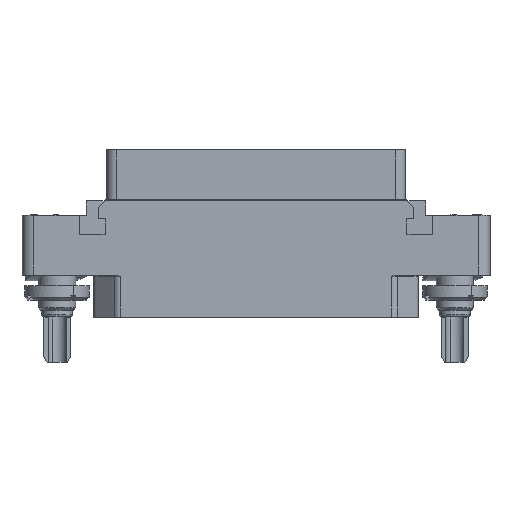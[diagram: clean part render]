
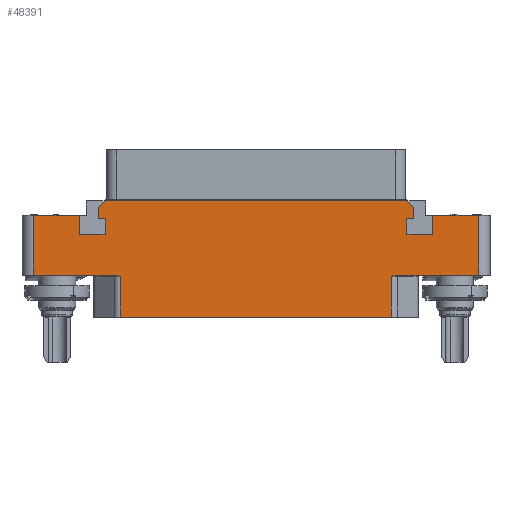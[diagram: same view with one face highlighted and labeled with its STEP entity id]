
A CAD part, top view. The second image highlights one B-rep face of the part: STEP entity #48391.
In plain terms, the highlighted planar face has unit normal (0, 0, 1).
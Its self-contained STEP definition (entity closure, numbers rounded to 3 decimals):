
#1=DIRECTION('',(0.,-1.,0.));
#2=VECTOR('',#1,3.2);
#3=CARTESIAN_POINT('',(30.2,10.2,7.));
#4=LINE('',#3,#2);
#5=DIRECTION('',(1.,0.,0.));
#6=VECTOR('',#5,7.8);
#7=CARTESIAN_POINT('',(30.2,10.2,7.));
#8=LINE('',#7,#6);
#9=DIRECTION('',(1.,0.,0.));
#10=VECTOR('',#9,7.8);
#11=CARTESIAN_POINT('',(-38.,10.2,7.));
#12=LINE('',#11,#10);
#13=DIRECTION('',(0.,-1.,0.));
#14=VECTOR('',#13,3.2);
#15=CARTESIAN_POINT('',(-30.2,10.2,7.));
#16=LINE('',#15,#14);
#17=DIRECTION('',(1.,0.,0.));
#18=VECTOR('',#17,4.4);
#19=CARTESIAN_POINT('',(-30.2,7.,7.));
#20=LINE('',#19,#18);
#21=DIRECTION('',(0.,1.,0.));
#22=VECTOR('',#21,2.6);
#23=CARTESIAN_POINT('',(-25.8,7.,7.));
#24=LINE('',#23,#22);
#25=DIRECTION('',(-1.,0.,0.));
#26=VECTOR('',#25,1.2);
#27=CARTESIAN_POINT('',(-25.8,9.6,7.));
#28=LINE('',#27,#26);
#29=DIRECTION('',(0.,1.,0.));
#30=VECTOR('',#29,1.9);
#31=CARTESIAN_POINT('',(-27.,9.6,7.));
#32=LINE('',#31,#30);
#33=DIRECTION('',(0.707,0.707,0.));
#34=VECTOR('',#33,1.697);
#35=CARTESIAN_POINT('',(-27.,11.5,7.));
#36=LINE('',#35,#34);
#37=DIRECTION('',(1.,0.,0.));
#38=VECTOR('',#37,51.6);
#39=CARTESIAN_POINT('',(-25.8,12.7,7.));
#40=LINE('',#39,#38);
#41=DIRECTION('',(-0.707,0.707,0.));
#42=VECTOR('',#41,1.697);
#43=CARTESIAN_POINT('',(27.,11.5,7.));
#44=LINE('',#43,#42);
#45=DIRECTION('',(0.,1.,0.));
#46=VECTOR('',#45,1.9);
#47=CARTESIAN_POINT('',(27.,9.6,7.));
#48=LINE('',#47,#46);
#49=DIRECTION('',(1.,0.,0.));
#50=VECTOR('',#49,1.2);
#51=CARTESIAN_POINT('',(25.8,9.6,7.));
#52=LINE('',#51,#50);
#53=DIRECTION('',(0.,1.,0.));
#54=VECTOR('',#53,2.6);
#55=CARTESIAN_POINT('',(25.8,7.,7.));
#56=LINE('',#55,#54);
#57=DIRECTION('',(-1.,0.,0.));
#58=VECTOR('',#57,4.4);
#59=CARTESIAN_POINT('',(30.2,7.,7.));
#60=LINE('',#59,#58);
#749=DIRECTION('',(0.,-1.,0.));
#750=VECTOR('',#749,10.2);
#751=CARTESIAN_POINT('',(-38.,10.2,7.));
#752=LINE('',#751,#750);
#780=DIRECTION('',(1.,0.,0.));
#781=VECTOR('',#780,14.082);
#782=CARTESIAN_POINT('',(-38.,0.,7.));
#783=LINE('',#782,#781);
#7160=DIRECTION('',(-1.,0.,0.));
#7161=VECTOR('',#7160,46.236);
#7162=CARTESIAN_POINT('',(23.118,-7.2,7.));
#7163=LINE('',#7162,#7161);
#7306=DIRECTION('',(0.,1.,0.));
#7307=VECTOR('',#7306,7.);
#7308=CARTESIAN_POINT('',(23.118,-7.2,7.));
#7309=LINE('',#7308,#7307);
#7315=CARTESIAN_POINT('',(23.118,-0.2,7.));
#7316=CARTESIAN_POINT('',(23.14,-0.192,7.));
#7317=CARTESIAN_POINT('',(23.184,-0.176,7.));
#7318=CARTESIAN_POINT('',(23.251,-0.152,7.));
#7319=CARTESIAN_POINT('',(23.318,-0.128,7.));
#7320=CARTESIAN_POINT('',(23.385,-0.105,7.));
#7321=CARTESIAN_POINT('',(23.451,-0.085,7.));
#7322=CARTESIAN_POINT('',(23.515,-0.066,7.));
#7323=CARTESIAN_POINT('',(23.577,-0.049,7.));
#7324=CARTESIAN_POINT('',(23.636,-0.035,7.));
#7325=CARTESIAN_POINT('',(23.688,-0.024,7.));
#7326=CARTESIAN_POINT('',(23.734,-0.016,7.));
#7327=CARTESIAN_POINT('',(23.776,-0.01,7.));
#7328=CARTESIAN_POINT('',(23.814,-0.005,7.));
#7329=CARTESIAN_POINT('',(23.85,-0.002,7.));
#7330=CARTESIAN_POINT('',(23.884,0.,7.));
#7331=CARTESIAN_POINT('',(23.907,0.,7.));
#7332=CARTESIAN_POINT('',(23.918,0.,7.));
#7369=DIRECTION('',(1.,0.,0.));
#7370=VECTOR('',#7369,14.082);
#7371=CARTESIAN_POINT('',(23.918,0.,7.));
#7372=LINE('',#7371,#7370);
#11461=DIRECTION('',(0.,1.,0.));
#11462=VECTOR('',#11461,10.2);
#11463=CARTESIAN_POINT('',(38.,0.,7.));
#11464=LINE('',#11463,#11462);
#11593=DIRECTION('',(0.,1.,0.));
#11594=VECTOR('',#11593,7.);
#11595=CARTESIAN_POINT('',(-23.118,-7.2,7.));
#11596=LINE('',#11595,#11594);
#11621=CARTESIAN_POINT('',(-23.918,0.,7.));
#11622=CARTESIAN_POINT('',(-23.907,0.,7.));
#11623=CARTESIAN_POINT('',(-23.884,0.,7.));
#11624=CARTESIAN_POINT('',(-23.85,-0.002,7.));
#11625=CARTESIAN_POINT('',(-23.814,-0.005,7.));
#11626=CARTESIAN_POINT('',(-23.776,-0.01,7.));
#11627=CARTESIAN_POINT('',(-23.734,-0.016,7.));
#11628=CARTESIAN_POINT('',(-23.688,-0.024,7.));
#11629=CARTESIAN_POINT('',(-23.636,-0.035,7.));
#11630=CARTESIAN_POINT('',(-23.577,-0.049,7.));
#11631=CARTESIAN_POINT('',(-23.515,-0.066,7.));
#11632=CARTESIAN_POINT('',(-23.451,-0.085,7.));
#11633=CARTESIAN_POINT('',(-23.385,-0.105,7.));
#11634=CARTESIAN_POINT('',(-23.318,-0.128,7.));
#11635=CARTESIAN_POINT('',(-23.251,-0.152,7.));
#11636=CARTESIAN_POINT('',(-23.184,-0.176,7.));
#11637=CARTESIAN_POINT('',(-23.14,-0.192,7.));
#11638=CARTESIAN_POINT('',(-23.118,-0.2,7.));
#38745=CARTESIAN_POINT('',(38.,0.,7.));
#38746=CARTESIAN_POINT('',(38.,10.2,7.));
#38747=VERTEX_POINT('',#38745);
#38748=VERTEX_POINT('',#38746);
#38753=CARTESIAN_POINT('',(-38.,10.2,7.));
#38754=CARTESIAN_POINT('',(-38.,0.,7.));
#38755=VERTEX_POINT('',#38753);
#38756=VERTEX_POINT('',#38754);
#38962=CARTESIAN_POINT('',(23.118,-7.2,7.));
#38964=VERTEX_POINT('',#38962);
#38965=CARTESIAN_POINT('',(-23.118,-7.2,7.));
#38967=VERTEX_POINT('',#38965);
#39029=CARTESIAN_POINT('',(-23.118,-0.2,7.));
#39030=VERTEX_POINT('',#39029);
#39031=CARTESIAN_POINT('',(-23.918,0.,7.));
#39032=VERTEX_POINT('',#39031);
#39033=CARTESIAN_POINT('',(23.118,-0.2,7.));
#39035=VERTEX_POINT('',#39033);
#39037=CARTESIAN_POINT('',(23.918,0.,7.));
#39039=VERTEX_POINT('',#39037);
#40207=CARTESIAN_POINT('',(-30.2,10.2,7.));
#40208=CARTESIAN_POINT('',(-30.2,7.,7.));
#40209=VERTEX_POINT('',#40207);
#40210=VERTEX_POINT('',#40208);
#40211=CARTESIAN_POINT('',(-25.8,7.,7.));
#40212=VERTEX_POINT('',#40211);
#40213=CARTESIAN_POINT('',(-25.8,9.6,7.));
#40214=VERTEX_POINT('',#40213);
#40215=CARTESIAN_POINT('',(-27.,9.6,7.));
#40216=VERTEX_POINT('',#40215);
#40217=CARTESIAN_POINT('',(-27.,11.5,7.));
#40218=VERTEX_POINT('',#40217);
#40219=CARTESIAN_POINT('',(-25.8,12.7,7.));
#40220=VERTEX_POINT('',#40219);
#40237=CARTESIAN_POINT('',(30.2,10.2,7.));
#40238=CARTESIAN_POINT('',(30.2,7.,7.));
#40239=VERTEX_POINT('',#40237);
#40240=VERTEX_POINT('',#40238);
#40241=CARTESIAN_POINT('',(25.8,7.,7.));
#40242=VERTEX_POINT('',#40241);
#40243=CARTESIAN_POINT('',(25.8,9.6,7.));
#40244=VERTEX_POINT('',#40243);
#40245=CARTESIAN_POINT('',(27.,9.6,7.));
#40246=VERTEX_POINT('',#40245);
#40247=CARTESIAN_POINT('',(27.,11.5,7.));
#40248=VERTEX_POINT('',#40247);
#40249=CARTESIAN_POINT('',(25.8,12.7,7.));
#40250=VERTEX_POINT('',#40249);
#48336=CARTESIAN_POINT('',(0.,0.,7.));
#48337=DIRECTION('',(0.,0.,-1.));
#48338=DIRECTION('',(-1.,0.,0.));
#48339=AXIS2_PLACEMENT_3D('',#48336,#48337,#48338);
#48340=PLANE('',#48339);
#48342=ORIENTED_EDGE('',*,*,#48341,.F.);
#48344=ORIENTED_EDGE('',*,*,#48343,.T.);
#48346=ORIENTED_EDGE('',*,*,#48345,.F.);
#48348=ORIENTED_EDGE('',*,*,#48347,.F.);
#48350=ORIENTED_EDGE('',*,*,#48349,.F.);
#48352=ORIENTED_EDGE('',*,*,#48351,.F.);
#48354=ORIENTED_EDGE('',*,*,#48353,.T.);
#48356=ORIENTED_EDGE('',*,*,#48355,.T.);
#48358=ORIENTED_EDGE('',*,*,#48357,.F.);
#48360=ORIENTED_EDGE('',*,*,#48359,.F.);
#48362=ORIENTED_EDGE('',*,*,#48361,.F.);
#48364=ORIENTED_EDGE('',*,*,#48363,.T.);
#48366=ORIENTED_EDGE('',*,*,#48365,.T.);
#48368=ORIENTED_EDGE('',*,*,#48367,.T.);
#48370=ORIENTED_EDGE('',*,*,#48369,.T.);
#48372=ORIENTED_EDGE('',*,*,#48371,.T.);
#48374=ORIENTED_EDGE('',*,*,#48373,.T.);
#48376=ORIENTED_EDGE('',*,*,#48375,.T.);
#48378=ORIENTED_EDGE('',*,*,#48377,.T.);
#48380=ORIENTED_EDGE('',*,*,#48379,.F.);
#48382=ORIENTED_EDGE('',*,*,#48381,.F.);
#48384=ORIENTED_EDGE('',*,*,#48383,.F.);
#48386=ORIENTED_EDGE('',*,*,#48385,.F.);
#48388=ORIENTED_EDGE('',*,*,#48387,.F.);
#48389=EDGE_LOOP('',(#48342,#48344,#48346,#48348,#48350,#48352,#48354,#48356,
#48358,#48360,#48362,#48364,#48366,#48368,#48370,#48372,#48374,#48376,#48378,
#48380,#48382,#48384,#48386,#48388));
#48390=FACE_OUTER_BOUND('',#48389,.F.);
#48391=ADVANCED_FACE('',(#48390),#48340,.F.);
#7333=B_SPLINE_CURVE_WITH_KNOTS('',3,(#7315,#7316,#7317,#7318,#7319,#7320,#7321,
#7322,#7323,#7324,#7325,#7326,#7327,#7328,#7329,#7330,#7331,#7332),
.UNSPECIFIED.,.F.,.F.,(4,1,1,1,1,1,1,1,1,1,1,1,1,1,1,4),(0.,0.067,
0.133,0.2,0.267,0.333,0.4,
0.467,0.533,0.6,0.667,0.733,
0.8,0.867,0.933,1.),.UNSPECIFIED.);
#11639=B_SPLINE_CURVE_WITH_KNOTS('',3,(#11621,#11622,#11623,#11624,#11625,
#11626,#11627,#11628,#11629,#11630,#11631,#11632,#11633,#11634,#11635,#11636,
#11637,#11638),.UNSPECIFIED.,.F.,.F.,(4,1,1,1,1,1,1,1,1,1,1,1,1,1,1,4),(0.,
0.067,0.133,0.2,0.267,0.333,
0.4,0.467,0.533,0.6,0.667,
0.733,0.8,0.867,0.933,1.),
.UNSPECIFIED.);
#48341=EDGE_CURVE('',#40239,#40240,#4,.T.);
#48343=EDGE_CURVE('',#40239,#38748,#8,.T.);
#48345=EDGE_CURVE('',#38747,#38748,#11464,.T.);
#48347=EDGE_CURVE('',#39039,#38747,#7372,.T.);
#48349=EDGE_CURVE('',#39035,#39039,#7333,.T.);
#48351=EDGE_CURVE('',#38964,#39035,#7309,.T.);
#48353=EDGE_CURVE('',#38964,#38967,#7163,.T.);
#48355=EDGE_CURVE('',#38967,#39030,#11596,.T.);
#48357=EDGE_CURVE('',#39032,#39030,#11639,.T.);
#48359=EDGE_CURVE('',#38756,#39032,#783,.T.);
#48361=EDGE_CURVE('',#38755,#38756,#752,.T.);
#48363=EDGE_CURVE('',#38755,#40209,#12,.T.);
#48365=EDGE_CURVE('',#40209,#40210,#16,.T.);
#48367=EDGE_CURVE('',#40210,#40212,#20,.T.);
#48369=EDGE_CURVE('',#40212,#40214,#24,.T.);
#48371=EDGE_CURVE('',#40214,#40216,#28,.T.);
#48373=EDGE_CURVE('',#40216,#40218,#32,.T.);
#48375=EDGE_CURVE('',#40218,#40220,#36,.T.);
#48377=EDGE_CURVE('',#40220,#40250,#40,.T.);
#48379=EDGE_CURVE('',#40248,#40250,#44,.T.);
#48381=EDGE_CURVE('',#40246,#40248,#48,.T.);
#48383=EDGE_CURVE('',#40244,#40246,#52,.T.);
#48385=EDGE_CURVE('',#40242,#40244,#56,.T.);
#48387=EDGE_CURVE('',#40240,#40242,#60,.T.);
